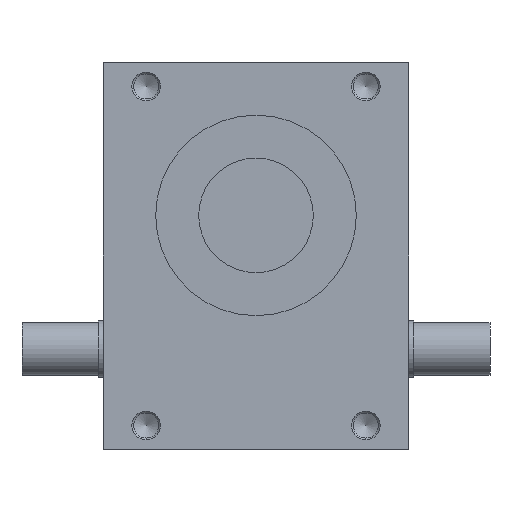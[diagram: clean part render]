
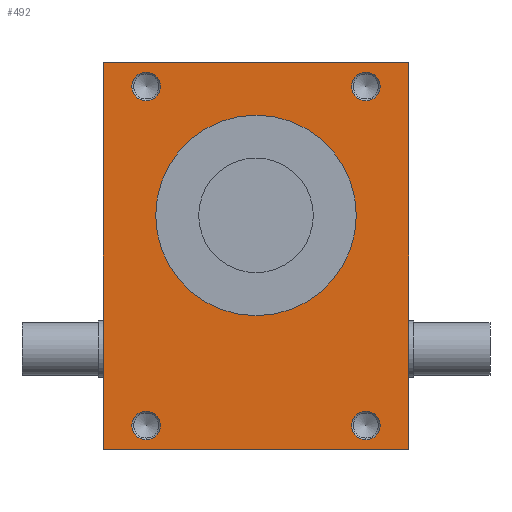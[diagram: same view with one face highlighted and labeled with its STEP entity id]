
A CAD part, front view. The second image highlights one B-rep face of the part: STEP entity #492.
In plain terms, the highlighted planar face has unit normal (0, -1, 0).
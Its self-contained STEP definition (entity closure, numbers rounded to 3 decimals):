
#492 = ADVANCED_FACE( '', ( #1037, #1038, #1039, #1040, #1041, #1042 ), #1043, .F. );
#1037 = FACE_BOUND( '', #1664, .T. );
#1038 = FACE_BOUND( '', #1665, .T. );
#1039 = FACE_BOUND( '', #1666, .T. );
#1040 = FACE_BOUND( '', #1667, .T. );
#1041 = FACE_BOUND( '', #1668, .T. );
#1042 = FACE_OUTER_BOUND( '', #1669, .T. );
#1043 = PLANE( '', #1670 );
#1664 = EDGE_LOOP( '', ( #2829 ) );
#1665 = EDGE_LOOP( '', ( #2830 ) );
#1666 = EDGE_LOOP( '', ( #2831 ) );
#1667 = EDGE_LOOP( '', ( #2832 ) );
#1668 = EDGE_LOOP( '', ( #2833 ) );
#1669 = EDGE_LOOP( '', ( #2834, #2835, #2836, #2837 ) );
#1670 = AXIS2_PLACEMENT_3D( '', #2838, #2839, #2840 );
#2829 = ORIENTED_EDGE( '', *, *, #3840, .F. );
#2830 = ORIENTED_EDGE( '', *, *, #3711, .F. );
#2831 = ORIENTED_EDGE( '', *, *, #3803, .F. );
#2832 = ORIENTED_EDGE( '', *, *, #3841, .F. );
#2833 = ORIENTED_EDGE( '', *, *, #3446, .T. );
#2834 = ORIENTED_EDGE( '', *, *, #3640, .T. );
#2835 = ORIENTED_EDGE( '', *, *, #3819, .F. );
#2836 = ORIENTED_EDGE( '', *, *, #3842, .F. );
#2837 = ORIENTED_EDGE( '', *, *, #3643, .T. );
#2838 = CARTESIAN_POINT( '', ( -160., -135., 202.5 ) );
#2839 = DIRECTION( '', ( 0., 1., 0. ) );
#2840 = DIRECTION( '', ( 0., 0., 1. ) );
#3446 = EDGE_CURVE( '', #4045, #4045, #4046, .T. );
#3640 = EDGE_CURVE( '', #4373, #4375, #4377, .T. );
#3643 = EDGE_CURVE( '', #4381, #4373, #4382, .T. );
#3711 = EDGE_CURVE( '', #4478, #4478, #4479, .T. );
#3803 = EDGE_CURVE( '', #4608, #4608, #4609, .T. );
#3819 = EDGE_CURVE( '', #4627, #4375, #4629, .T. );
#3840 = EDGE_CURVE( '', #4655, #4655, #4656, .T. );
#3841 = EDGE_CURVE( '', #4657, #4657, #4658, .T. );
#3842 = EDGE_CURVE( '', #4381, #4627, #4659, .T. );
#4045 = VERTEX_POINT( '', #4896 );
#4046 = CIRCLE( '', #4897, 105. );
#4373 = VERTEX_POINT( '', #5419 );
#4375 = VERTEX_POINT( '', #5422 );
#4377 = LINE( '', #5425, #5426 );
#4381 = VERTEX_POINT( '', #5430 );
#4382 = LINE( '', #5431, #5432 );
#4478 = VERTEX_POINT( '', #5563 );
#4479 = CIRCLE( '', #5564, 15. );
#4608 = VERTEX_POINT( '', #5735 );
#4609 = CIRCLE( '', #5736, 15. );
#4627 = VERTEX_POINT( '', #5760 );
#4629 = LINE( '', #5763, #5764 );
#4655 = VERTEX_POINT( '', #5799 );
#4656 = CIRCLE( '', #5800, 15. );
#4657 = VERTEX_POINT( '', #5801 );
#4658 = CIRCLE( '', #5802, 15. );
#4659 = LINE( '', #5803, #5804 );
#4896 = CARTESIAN_POINT( '', ( 105., -135., 42.5 ) );
#4897 = AXIS2_PLACEMENT_3D( '', #6037, #6038, #6039 );
#5419 = CARTESIAN_POINT( '', ( -160., -135., -202.5 ) );
#5422 = CARTESIAN_POINT( '', ( 160., -135., -202.5 ) );
#5425 = CARTESIAN_POINT( '', ( -160., -135., -202.5 ) );
#5426 = VECTOR( '', #6306, 1000. );
#5430 = CARTESIAN_POINT( '', ( -160., -135., 202.5 ) );
#5431 = CARTESIAN_POINT( '', ( -160., -135., 202.5 ) );
#5432 = VECTOR( '', #6310, 1000. );
#5563 = CARTESIAN_POINT( '', ( -115., -135., 162.5 ) );
#5564 = AXIS2_PLACEMENT_3D( '', #6376, #6377, #6378 );
#5735 = CARTESIAN_POINT( '', ( 115., -135., 162.5 ) );
#5736 = AXIS2_PLACEMENT_3D( '', #6481, #6482, #6483 );
#5760 = CARTESIAN_POINT( '', ( 160., -135., 202.5 ) );
#5763 = CARTESIAN_POINT( '', ( 160., -135., 202.5 ) );
#5764 = VECTOR( '', #6500, 1000. );
#5799 = CARTESIAN_POINT( '', ( -115., -135., -192.5 ) );
#5800 = AXIS2_PLACEMENT_3D( '', #6522, #6523, #6524 );
#5801 = CARTESIAN_POINT( '', ( 115., -135., -192.5 ) );
#5802 = AXIS2_PLACEMENT_3D( '', #6525, #6526, #6527 );
#5803 = CARTESIAN_POINT( '', ( -160., -135., 202.5 ) );
#5804 = VECTOR( '', #6528, 1000. );
#6037 = CARTESIAN_POINT( '', ( 0., -135., 42.5 ) );
#6038 = DIRECTION( '', ( 0., 1., 0. ) );
#6039 = DIRECTION( '', ( 1., 0., 0. ) );
#6306 = DIRECTION( '', ( 1., 0., 0. ) );
#6310 = DIRECTION( '', ( 0., 0., -1. ) );
#6376 = CARTESIAN_POINT( '', ( -115., -135., 177.5 ) );
#6377 = DIRECTION( '', ( 0., -1., 0. ) );
#6378 = DIRECTION( '', ( 0., 0., -1. ) );
#6481 = CARTESIAN_POINT( '', ( 115., -135., 177.5 ) );
#6482 = DIRECTION( '', ( 0., -1., 0. ) );
#6483 = DIRECTION( '', ( 0., 0., -1. ) );
#6500 = DIRECTION( '', ( 0., 0., -1. ) );
#6522 = CARTESIAN_POINT( '', ( -115., -135., -177.5 ) );
#6523 = DIRECTION( '', ( 0., -1., 0. ) );
#6524 = DIRECTION( '', ( 0., 0., -1. ) );
#6525 = CARTESIAN_POINT( '', ( 115., -135., -177.5 ) );
#6526 = DIRECTION( '', ( 0., -1., 0. ) );
#6527 = DIRECTION( '', ( 0., 0., -1. ) );
#6528 = DIRECTION( '', ( 1., 0., 0. ) );
